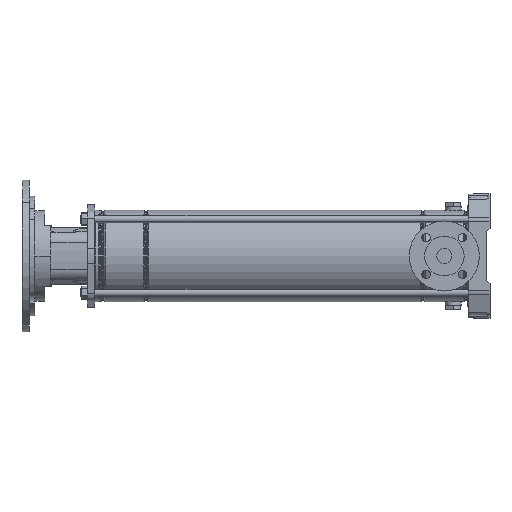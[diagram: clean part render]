
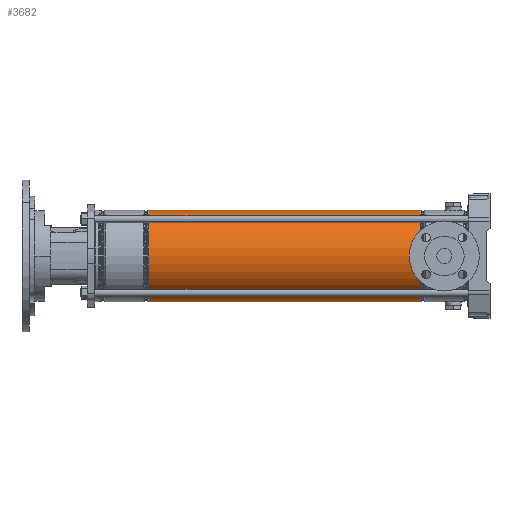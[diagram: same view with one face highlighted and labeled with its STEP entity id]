
A CAD part, left-side view. The second image highlights one B-rep face of the part: STEP entity #3682.
In plain terms, the highlighted cylindrical face has radius 74.9 mm (diameter 149.8 mm), a partial arc.
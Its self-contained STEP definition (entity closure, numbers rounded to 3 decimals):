
#421 = DIRECTION ( 'NONE',  ( 0., 0., -1. ) ) ;
#687 = VERTEX_POINT ( 'NONE', #3410 ) ;
#1173 = EDGE_CURVE ( 'NONE', #3548, #7804, #23832, .T. ) ;
#2528 = ORIENTED_EDGE ( 'NONE', *, *, #1173, .T. ) ;
#3410 = CARTESIAN_POINT ( 'NONE',  ( 74.9, 0., 87.279 ) ) ;
#3548 = VERTEX_POINT ( 'NONE', #10054 ) ;
#3682 = ADVANCED_FACE ( 'NONE', ( #17446 ), #12611, .T. ) ;
#3711 = DIRECTION ( 'NONE',  ( -1., 0., 0. ) ) ;
#5193 = CARTESIAN_POINT ( 'NONE',  ( 0., 0., 533.221 ) ) ;
#5498 = ORIENTED_EDGE ( 'NONE', *, *, #13589, .T. ) ;
#6228 = CARTESIAN_POINT ( 'NONE',  ( 0., 0., 87.279 ) ) ;
#6238 = CARTESIAN_POINT ( 'NONE',  ( -74.9, 0., 0. ) ) ;
#7065 = CARTESIAN_POINT ( 'NONE',  ( 74.9, 0., 533.221 ) ) ;
#7804 = VERTEX_POINT ( 'NONE', #7065 ) ;
#8318 = DIRECTION ( 'NONE',  ( 0., 0., -1. ) ) ;
#8477 = LINE ( 'NONE', #6238, #27870 ) ;
#10020 = DIRECTION ( 'NONE',  ( 1., 0., 0. ) ) ;
#10054 = CARTESIAN_POINT ( 'NONE',  ( -74.9, 0., 533.221 ) ) ;
#10605 = DIRECTION ( 'NONE',  ( 0., 0., 1. ) ) ;
#12611 = CYLINDRICAL_SURFACE ( 'NONE', #21125, 74.9 ) ;
#12733 = AXIS2_PLACEMENT_3D ( 'NONE', #5193, #14413, #10020 ) ;
#13368 = EDGE_LOOP ( 'NONE', ( #2528, #5498, #18925, #19343 ) ) ;
#13589 = EDGE_CURVE ( 'NONE', #7804, #687, #18692, .T. ) ;
#14413 = DIRECTION ( 'NONE',  ( 0., 0., -1. ) ) ;
#17426 = CARTESIAN_POINT ( 'NONE',  ( -74.9, 0., 87.279 ) ) ;
#17446 = FACE_OUTER_BOUND ( 'NONE', #13368, .T. ) ;
#18692 = LINE ( 'NONE', #27897, #25180 ) ;
#18925 = ORIENTED_EDGE ( 'NONE', *, *, #26309, .T. ) ;
#19343 = ORIENTED_EDGE ( 'NONE', *, *, #28267, .F. ) ;
#20245 = DIRECTION ( 'NONE',  ( 1., 0., 0. ) ) ;
#21125 = AXIS2_PLACEMENT_3D ( 'NONE', #21826, #29361, #3711 ) ;
#21826 = CARTESIAN_POINT ( 'NONE',  ( 0., 0., 0. ) ) ;
#23832 = CIRCLE ( 'NONE', #12733, 74.9 ) ;
#24030 = CIRCLE ( 'NONE', #27835, 74.9 ) ;
#25180 = VECTOR ( 'NONE', #421, 1000. ) ;
#26309 = EDGE_CURVE ( 'NONE', #687, #28227, #24030, .T. ) ;
#27835 = AXIS2_PLACEMENT_3D ( 'NONE', #6228, #10605, #20245 ) ;
#27870 = VECTOR ( 'NONE', #8318, 1000. ) ;
#27897 = CARTESIAN_POINT ( 'NONE',  ( 74.9, 0., 0. ) ) ;
#28227 = VERTEX_POINT ( 'NONE', #17426 ) ;
#28267 = EDGE_CURVE ( 'NONE', #3548, #28227, #8477, .T. ) ;
#29361 = DIRECTION ( 'NONE',  ( 0., 0., -1. ) ) ;
